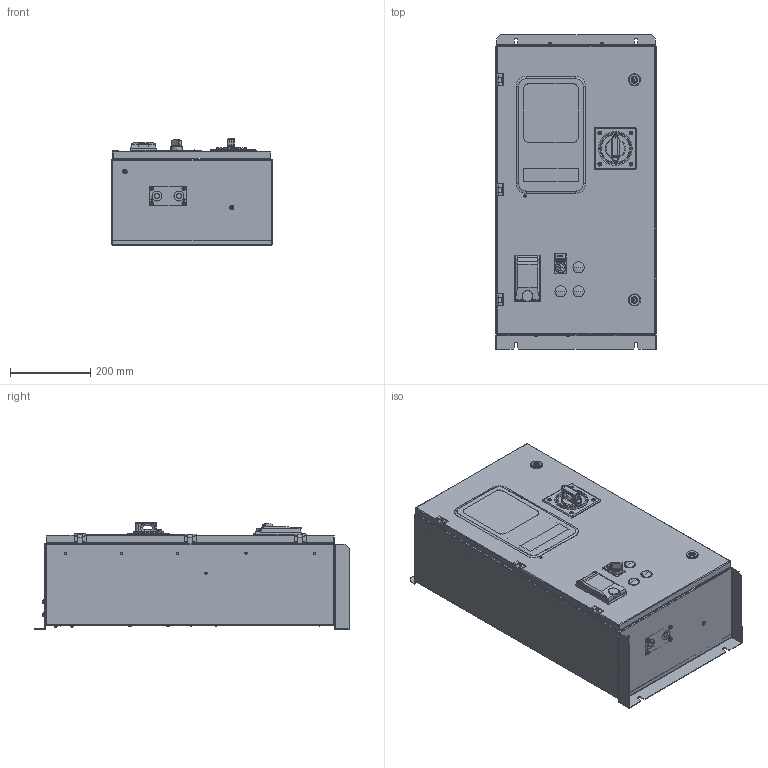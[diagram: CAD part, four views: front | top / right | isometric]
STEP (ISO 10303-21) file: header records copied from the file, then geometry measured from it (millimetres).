
FILE_DESCRIPTION (( 'STEP AP214' ), '1' );
FILE_NAME ('EN7000 SIZE 1 (UK).STEP', '2022-02-09T10:34:13', ( '' ), ( '' ), 'SwSTEP 2.0', 'SolidWorks 2021', '' );
FILE_SCHEMA (( 'AUTOMOTIVE_DESIGN' ));
Length unit declared in the file: millimetre
Products named in the file (1): EN7000 SIZE 1 (UK)
Bounding box: 400 x 785 x 266.1 mm (x, y, z)
Surface area: 1900558.7 mm2 (no closed solid volume)
Topology: 0 solids, 98 shells, 693 faces, 2623 edges, 1945 vertices
Faces by surface type: plane 289, cylinder 225, torus 65, cone 56, bspline 35, sphere 23
Entity records: 38370 total; most frequent: CARTESIAN_POINT 8962, DIRECTION 4754, ORIENTED_EDGE 3748, EDGE_CURVE 2594, VERTEX_POINT 1945, AXIS2_PLACEMENT_3D 1756, VECTOR 1242, LINE 1242
